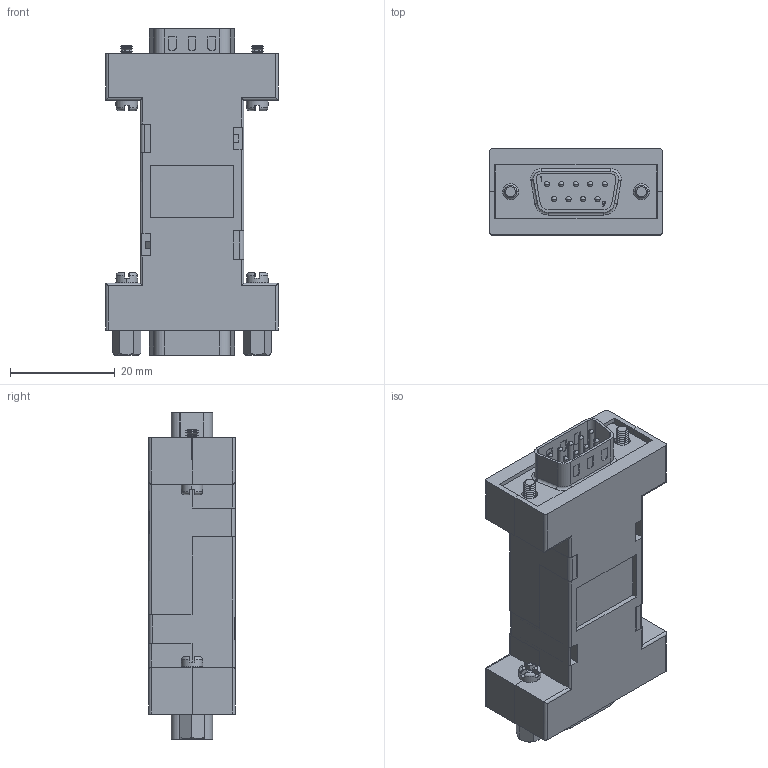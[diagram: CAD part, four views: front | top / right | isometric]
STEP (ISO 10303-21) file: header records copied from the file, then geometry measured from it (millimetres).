
FILE_DESCRIPTION (( 'STEP AP214' ), '1' );
FILE_NAME ('DIY9MF_3D.STEP', '2021-02-03T23:38:32', ( '' ), ( '' ), 'SwSTEP 2.0', 'SolidWorks 2018', '' );
FILE_SCHEMA (( 'AUTOMOTIVE_DESIGN' ));
Length unit declared in the file: inch
Products named in the file (6): DIY9MF-MA1 WINS; DIY9MF_3D; SDH-PROD; DIY9MF-MA2 WINS; SD9S; SD9P
Assembly tree (10 placements, depth 2):
  DIY9MF_3D
    SD9S
    SDH-PROD  x2
    SD9P
    DIY9MF-MA1 WINS  x2
    DIY9MF-MA2 WINS  x4
Bounding box: 33 x 16.5 x 62.37 mm (x, y, z)
Volume: 11109.7 mm3; surface area: 15570 mm2
Topology: 10 solids, 10 shells, 1275 faces, 3138 edges, 1933 vertices
Faces by surface type: plane 646, cylinder 292, cone 192, torus 64, bspline 55, sphere 26
Entity records: 30112 total; most frequent: CARTESIAN_POINT 6229, DIRECTION 4086, ORIENTED_EDGE 3920, EDGE_CURVE 1960, AXIS2_PLACEMENT_3D 1426, VECTOR 1234, LINE 1234, VERTEX_POINT 1229
